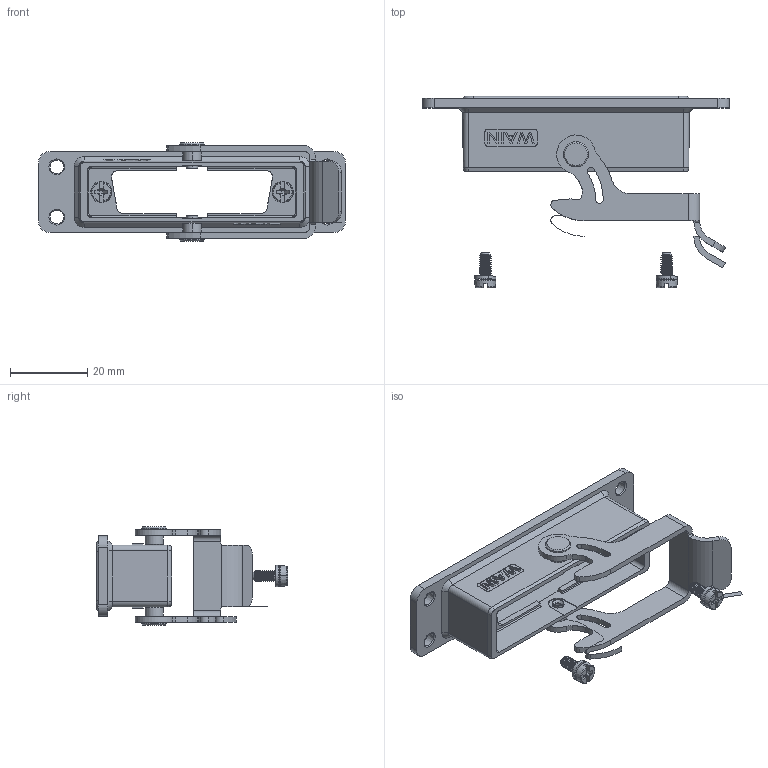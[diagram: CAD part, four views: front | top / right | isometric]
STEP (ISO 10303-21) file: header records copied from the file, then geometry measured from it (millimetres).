
FILE_DESCRIPTION((''),'2;1');
FILE_NAME('DS-044-BK-1L_ASM','2019-06-17T',('lishuang.ye'),(''),'PRO/ENGINEER BY PARAMETRIC TECHNOLOGY CORPORATION, 2014320','PRO/ENGINEER BY PARAMETRIC TECHNOLOGY CORPORATION, 2014320','');
FILE_SCHEMA(('CONFIG_CONTROL_DESIGN','SHAPE_APPEARANCE_LAYERS_GROUPS'));
Length unit declared in the file: millimetre
Products named in the file (5): P_DS-044-BK; GASKE; P_M3X7; M3X7_ASM; DS-044-BK-1L_ASM
Assembly tree (5 placements, depth 3):
  DS-044-BK-1L_ASM
    P_DS-044-BK
    M3X7_ASM  x2
      GASKE
      P_M3X7
Bounding box: 79.49 x 49.5 x 25.4 mm (x, y, z)
Volume: 8543.1 mm3; surface area: 11787.7 mm2
Topology: 5 solids, 8 shells, 595 faces, 1642 edges, 1084 vertices
Faces by surface type: plane 239, cylinder 188, cone 80, bspline 42, extrusion 24, torus 22
Entity records: 21535 total; most frequent: CARTESIAN_POINT 7601, ORIENTED_EDGE 2784, DIRECTION 2583, EDGE_CURVE 1418, VERTEX_POINT 934, AXIS2_PLACEMENT_3D 883, VECTOR 817, LINE 797
